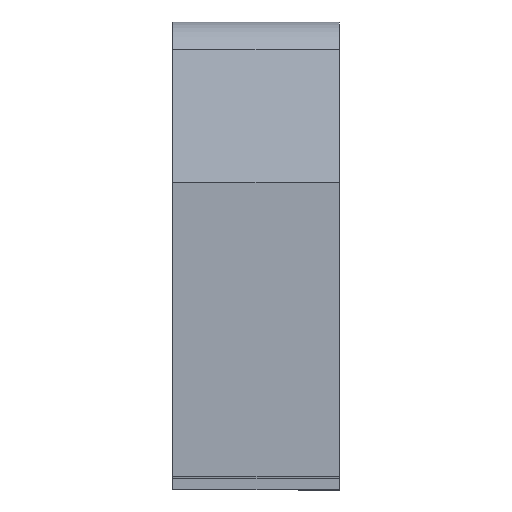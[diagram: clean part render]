
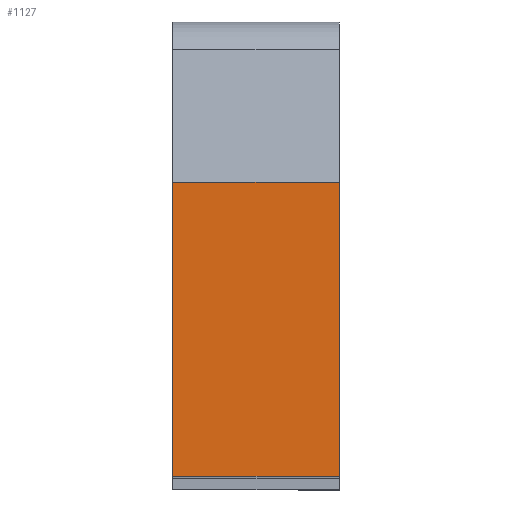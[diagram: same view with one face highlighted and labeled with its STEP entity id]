
A CAD part, front view. The second image highlights one B-rep face of the part: STEP entity #1127.
In plain terms, the highlighted planar face has unit normal (0, -1, 0).
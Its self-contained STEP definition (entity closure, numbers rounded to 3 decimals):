
#354=CARTESIAN_POINT('',(10.,-16.95,18.442));
#355=VERTEX_POINT('',#354);
#362=CARTESIAN_POINT('',(10.0,-16.95,0.742));
#363=VERTEX_POINT('',#362);
#364=CARTESIAN_POINT('',(10.0,-16.95,0.742));
#365=DIRECTION('',(0.0,0.0,1.0));
#366=VECTOR('',#365,17.7);
#367=LINE('',#364,#366);
#368=EDGE_CURVE('',#363,#355,#367,.T.);
#1085=CARTESIAN_POINT('',(0.,-16.95,18.442));
#1086=VERTEX_POINT('',#1085);
#1093=CARTESIAN_POINT('',(10.,-16.95,18.442));
#1094=DIRECTION('',(-1.0,0.0,0.0));
#1095=VECTOR('',#1094,10.);
#1096=LINE('',#1093,#1095);
#1097=EDGE_CURVE('',#355,#1086,#1096,.T.);
#1104=CARTESIAN_POINT('',(10.,-16.95,18.442));
#1105=DIRECTION('',(0.0,-1.0,0.0));
#1106=DIRECTION('',(1.0,0.0,0.0));
#1107=AXIS2_PLACEMENT_3D('',#1104,#1105,#1106);
#1108=PLANE('',#1107);
#1109=CARTESIAN_POINT('',(0.,-16.95,0.742));
#1110=VERTEX_POINT('',#1109);
#1111=CARTESIAN_POINT('',(0.,-16.95,18.442));
#1112=DIRECTION('',(0.0,0.0,-1.0));
#1113=VECTOR('',#1112,17.7);
#1114=LINE('',#1111,#1113);
#1115=EDGE_CURVE('',#1086,#1110,#1114,.T.);
#1116=ORIENTED_EDGE('',*,*,#1115,.T.);
#1117=CARTESIAN_POINT('',(10.0,-16.95,0.742));
#1118=DIRECTION('',(-1.0,0.0,0.0));
#1119=VECTOR('',#1118,10.0);
#1120=LINE('',#1117,#1119);
#1121=EDGE_CURVE('',#363,#1110,#1120,.T.);
#1122=ORIENTED_EDGE('',*,*,#1121,.F.);
#1123=ORIENTED_EDGE('',*,*,#368,.T.);
#1124=ORIENTED_EDGE('',*,*,#1097,.T.);
#1125=EDGE_LOOP('',(#1116,#1122,#1123,#1124));
#1126=FACE_OUTER_BOUND('',#1125,.T.);
#1127=ADVANCED_FACE('',(#1126),#1108,.T.);
